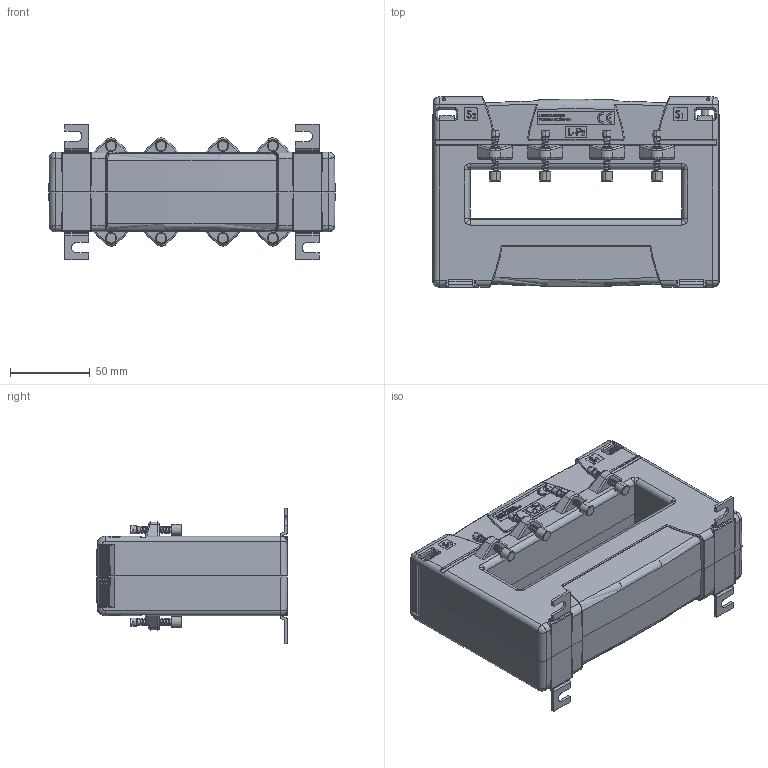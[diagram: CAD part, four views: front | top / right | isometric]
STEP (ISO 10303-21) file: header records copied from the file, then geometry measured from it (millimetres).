
FILE_DESCRIPTION (( 'STEP AP214' ), '1' );
FILE_NAME ('ASK130_5-kpl_Kat.STEP', '2011-11-02T08:51:54', ( ' ' ), ( '' ), 'SwSTEP 2.0', 'SolidWorks 2010', '' );
FILE_SCHEMA (( 'AUTOMOTIVE_DESIGN' ));
Length unit declared in the file: millimetre
Products named in the file (8): Fusswinkel; ASK41.4-13; Plastite_Schraube_30_mit-Gewinde; Isolierschutzkappe; Klemme_Klemme_25; ASK130_5-Gehäuseschale; ASK130_5-kpl_Kat; Linsenschraube DIN 7985 4.8 VZ M 5 x 10
Assembly tree (27 placements, depth 2):
  ASK130_5-kpl_Kat
    Klemme_Klemme_25  x2
    Isolierschutzkappe  x8
    ASK41.4-13  x2
    Plastite_Schraube_30_mit-Gewinde  x8
    Fusswinkel  x4
    ASK130_5-Gehäuseschale  x2
    Linsenschraube DIN 7985 4.8 VZ M 5 x 10
Bounding box: 180 x 120.05 x 85 mm (x, y, z)
Volume: 820800.5 mm3; surface area: 136028 mm2
Topology: 27 solids, 27 shells, 2512 faces, 6586 edges, 4239 vertices
Faces by surface type: plane 1166, cylinder 644, bspline 482, cone 144, torus 62, sphere 14
Entity records: 47947 total; most frequent: CARTESIAN_POINT 22629, ORIENTED_EDGE 5674, DIRECTION 4356, EDGE_CURVE 2837, VERTEX_POINT 1828, VECTOR 1740, LINE 1740, AXIS2_PLACEMENT_3D 1308
